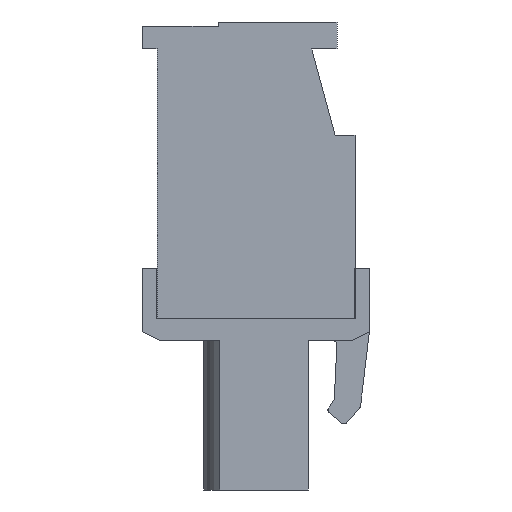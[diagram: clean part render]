
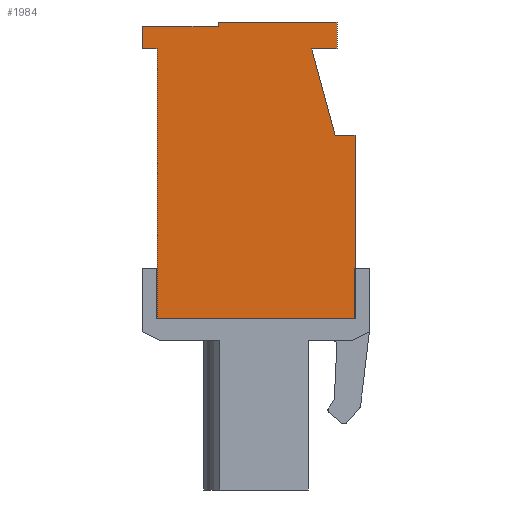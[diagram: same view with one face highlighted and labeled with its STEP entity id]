
A CAD part, left-side view. The second image highlights one B-rep face of the part: STEP entity #1984.
In plain terms, the highlighted planar face has unit normal (-1, 0, 0).
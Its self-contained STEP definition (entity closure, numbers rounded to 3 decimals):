
#1984 = ADVANCED_FACE( '', ( #4842 ), #4843, .T. );
#4842 = FACE_OUTER_BOUND( '', #8810, .T. );
#4843 = PLANE( '', #8811 );
#8810 = EDGE_LOOP( '', ( #13918, #13919, #13920, #13921, #13922, #13923, #13924, #13925, #13926, #13927, #13928, #13929 ) );
#8811 = AXIS2_PLACEMENT_3D( '', #13930, #13931, #13932 );
#13918 = ORIENTED_EDGE( '', *, *, #25309, .T. );
#13919 = ORIENTED_EDGE( '', *, *, #25310, .T. );
#13920 = ORIENTED_EDGE( '', *, *, #25056, .T. );
#13921 = ORIENTED_EDGE( '', *, *, #24519, .T. );
#13922 = ORIENTED_EDGE( '', *, *, #25311, .T. );
#13923 = ORIENTED_EDGE( '', *, *, #25312, .T. );
#13924 = ORIENTED_EDGE( '', *, *, #25313, .T. );
#13925 = ORIENTED_EDGE( '', *, *, #24995, .T. );
#13926 = ORIENTED_EDGE( '', *, *, #25314, .T. );
#13927 = ORIENTED_EDGE( '', *, *, #25315, .T. );
#13928 = ORIENTED_EDGE( '', *, *, #25316, .T. );
#13929 = ORIENTED_EDGE( '', *, *, #24599, .T. );
#13930 = CARTESIAN_POINT( '', ( -27.94, 0., 0. ) );
#13931 = DIRECTION( '', ( -1., 0., 0. ) );
#13932 = DIRECTION( '', ( 0., 0., 1. ) );
#24519 = EDGE_CURVE( '', #29506, #29507, #29508, .T. );
#24599 = EDGE_CURVE( '', #29650, #29651, #29652, .T. );
#24995 = EDGE_CURVE( '', #30283, #30369, #30371, .T. );
#25056 = EDGE_CURVE( '', #30469, #29506, #30470, .T. );
#25309 = EDGE_CURVE( '', #29651, #30907, #30908, .T. );
#25310 = EDGE_CURVE( '', #30907, #30469, #30909, .T. );
#25311 = EDGE_CURVE( '', #29507, #30910, #30911, .T. );
#25312 = EDGE_CURVE( '', #30910, #30912, #30913, .T. );
#25313 = EDGE_CURVE( '', #30912, #30283, #30914, .T. );
#25314 = EDGE_CURVE( '', #30369, #30915, #30916, .T. );
#25315 = EDGE_CURVE( '', #30915, #30917, #30918, .T. );
#25316 = EDGE_CURVE( '', #30917, #29650, #30919, .T. );
#29506 = VERTEX_POINT( '', #36782 );
#29507 = VERTEX_POINT( '', #36783 );
#29508 = LINE( '', #36784, #36785 );
#29650 = VERTEX_POINT( '', #36987 );
#29651 = VERTEX_POINT( '', #36988 );
#29652 = LINE( '', #36989, #36990 );
#30283 = VERTEX_POINT( '', #37896 );
#30369 = VERTEX_POINT( '', #38027 );
#30371 = LINE( '', #38030, #38031 );
#30469 = VERTEX_POINT( '', #38174 );
#30470 = LINE( '', #38175, #38176 );
#30907 = VERTEX_POINT( '', #38810 );
#30908 = LINE( '', #38811, #38812 );
#30909 = LINE( '', #38813, #38814 );
#30910 = VERTEX_POINT( '', #38815 );
#30911 = LINE( '', #38816, #38817 );
#30912 = VERTEX_POINT( '', #38818 );
#30913 = LINE( '', #38819, #38820 );
#30914 = LINE( '', #38821, #38822 );
#30915 = VERTEX_POINT( '', #38823 );
#30916 = LINE( '', #38824, #38825 );
#30917 = VERTEX_POINT( '', #38826 );
#30918 = LINE( '', #38827, #38828 );
#30919 = LINE( '', #38829, #38830 );
#36782 = CARTESIAN_POINT( '', ( -27.94, 2.1, 8.75 ) );
#36783 = CARTESIAN_POINT( '', ( -27.94, 6.3, 8.75 ) );
#36784 = CARTESIAN_POINT( '', ( -27.94, 2.1, 8.75 ) );
#36785 = VECTOR( '', #46524, 1000. );
#36987 = CARTESIAN_POINT( '', ( -27.94, -3.1, 7.5 ) );
#36988 = CARTESIAN_POINT( '', ( -27.94, -4.5, 7.5 ) );
#36989 = CARTESIAN_POINT( '', ( -27.94, -3.1, 7.5 ) );
#36990 = VECTOR( '', #46597, 1000. );
#37896 = CARTESIAN_POINT( '', ( -27.94, 5.5, -7.5 ) );
#38027 = CARTESIAN_POINT( '', ( -27.94, -5.5, -7.5 ) );
#38030 = CARTESIAN_POINT( '', ( -27.94, 5.5, -7.5 ) );
#38031 = VECTOR( '', #47018, 1000. );
#38174 = CARTESIAN_POINT( '', ( -27.94, 2.1, 9. ) );
#38175 = CARTESIAN_POINT( '', ( -27.94, 2.1, 9. ) );
#38176 = VECTOR( '', #47070, 1000. );
#38810 = CARTESIAN_POINT( '', ( -27.94, -4.5, 9. ) );
#38811 = CARTESIAN_POINT( '', ( -27.94, -4.5, 7.5 ) );
#38812 = VECTOR( '', #47309, 1000. );
#38813 = CARTESIAN_POINT( '', ( -27.94, -4.5, 9. ) );
#38814 = VECTOR( '', #47310, 1000. );
#38815 = CARTESIAN_POINT( '', ( -27.94, 6.3, 7.5 ) );
#38816 = CARTESIAN_POINT( '', ( -27.94, 6.3, 8.75 ) );
#38817 = VECTOR( '', #47311, 1000. );
#38818 = CARTESIAN_POINT( '', ( -27.94, 5.5, 7.5 ) );
#38819 = CARTESIAN_POINT( '', ( -27.94, 6.3, 7.5 ) );
#38820 = VECTOR( '', #47312, 1000. );
#38821 = CARTESIAN_POINT( '', ( -27.94, 5.5, 7.5 ) );
#38822 = VECTOR( '', #47313, 1000. );
#38823 = CARTESIAN_POINT( '', ( -27.94, -5.5, 2.7 ) );
#38824 = CARTESIAN_POINT( '', ( -27.94, -5.5, -7.5 ) );
#38825 = VECTOR( '', #47314, 1000. );
#38826 = CARTESIAN_POINT( '', ( -27.94, -4.4, 2.7 ) );
#38827 = CARTESIAN_POINT( '', ( -27.94, -5.5, 2.7 ) );
#38828 = VECTOR( '', #47315, 1000. );
#38829 = CARTESIAN_POINT( '', ( -27.94, -4.4, 2.7 ) );
#38830 = VECTOR( '', #47316, 1000. );
#46524 = DIRECTION( '', ( 0., 1., 0. ) );
#46597 = DIRECTION( '', ( 0., -1., 0. ) );
#47018 = DIRECTION( '', ( 0., -1., 0. ) );
#47070 = DIRECTION( '', ( 0., 0., -1. ) );
#47309 = DIRECTION( '', ( 0., 0., 1. ) );
#47310 = DIRECTION( '', ( 0., 1., 0. ) );
#47311 = DIRECTION( '', ( 0., 0., -1. ) );
#47312 = DIRECTION( '', ( 0., -1., 0. ) );
#47313 = DIRECTION( '', ( 0., 0., -1. ) );
#47314 = DIRECTION( '', ( 0., 0., 1. ) );
#47315 = DIRECTION( '', ( 0., 1., 0. ) );
#47316 = DIRECTION( '', ( 0., 0.261, 0.965 ) );
